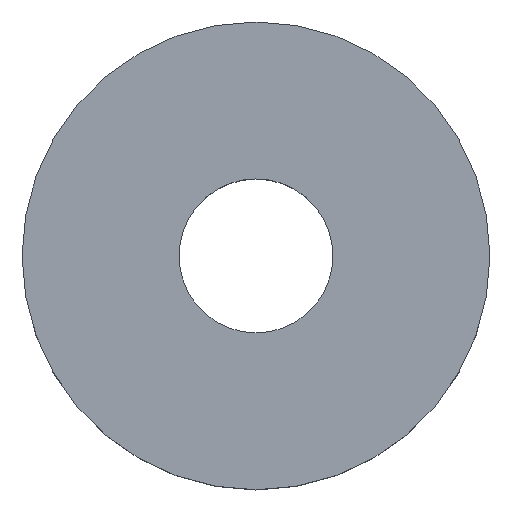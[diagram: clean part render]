
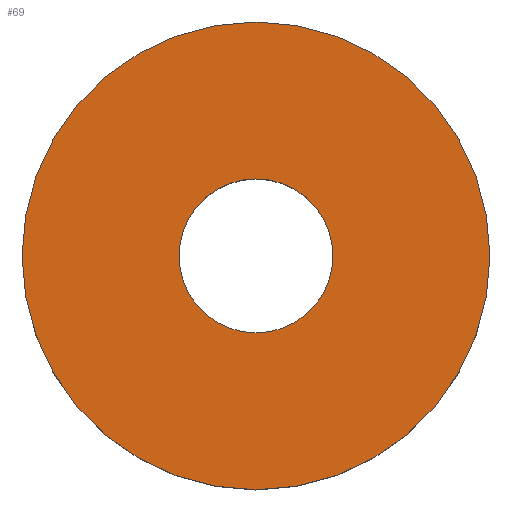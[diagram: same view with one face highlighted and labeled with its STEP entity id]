
A CAD part, top view. The second image highlights one B-rep face of the part: STEP entity #69.
In plain terms, the highlighted planar face has unit normal (0, 0, 1).
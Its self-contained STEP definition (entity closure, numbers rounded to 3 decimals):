
#51=VERTEX_POINT('',#121);
#57=EDGE_CURVE('',#91,#103,#127,.T.);
#69=ADVANCED_FACE('',(#141,#142),#143,.T.);
#73=EDGE_CURVE('',#79,#51,#147,.T.);
#75=EDGE_CURVE('',#103,#91,#149,.T.);
#79=VERTEX_POINT('',#153);
#91=VERTEX_POINT('',#168);
#93=EDGE_CURVE('',#51,#79,#170,.T.);
#103=VERTEX_POINT('',#181);
#121=CARTESIAN_POINT('',(-6.5,0.0,10.0));
#127=CIRCLE('',#196,19.75);
#141=FACE_BOUND('',#213,.T.);
#142=FACE_OUTER_BOUND('',#214,.T.);
#143=PLANE('',#215);
#147=CIRCLE('',#222,6.5);
#149=CIRCLE('',#225,19.75);
#153=CARTESIAN_POINT('',(6.5,0.,10.0));
#168=CARTESIAN_POINT('',(19.75,0.,10.0));
#170=CIRCLE('',#249,6.5);
#181=CARTESIAN_POINT('',(-19.75,0.0,10.0));
#196=AXIS2_PLACEMENT_3D('',#270,#271,#272);
#213=EDGE_LOOP('',(#294,#295));
#214=EDGE_LOOP('',(#296,#297));
#215=AXIS2_PLACEMENT_3D('',#298,#299,#300);
#222=AXIS2_PLACEMENT_3D('',#302,#303,#304);
#225=AXIS2_PLACEMENT_3D('',#305,#306,#307);
#249=AXIS2_PLACEMENT_3D('',#330,#331,#332);
#270=CARTESIAN_POINT('',(0.0,0.0,10.0));
#271=DIRECTION('',(0.0,0.0,-1.0));
#272=DIRECTION('',(-1.0,0.0,0.0));
#294=ORIENTED_EDGE('',*,*,#93,.T.);
#295=ORIENTED_EDGE('',*,*,#73,.T.);
#296=ORIENTED_EDGE('',*,*,#75,.F.);
#297=ORIENTED_EDGE('',*,*,#57,.F.);
#298=CARTESIAN_POINT('',(0.0,0.0,10.0));
#299=DIRECTION('',(0.0,0.0,1.0));
#300=DIRECTION('',(1.0,0.0,0.0));
#302=CARTESIAN_POINT('',(0.0,0.0,10.0));
#303=DIRECTION('',(0.0,0.0,-1.0));
#304=DIRECTION('',(1.0,0.0,0.0));
#305=CARTESIAN_POINT('',(0.0,0.0,10.0));
#306=DIRECTION('',(0.0,0.0,-1.0));
#307=DIRECTION('',(-1.0,0.0,0.0));
#330=CARTESIAN_POINT('',(0.0,0.0,10.0));
#331=DIRECTION('',(0.0,0.0,-1.0));
#332=DIRECTION('',(1.0,0.0,0.0));
